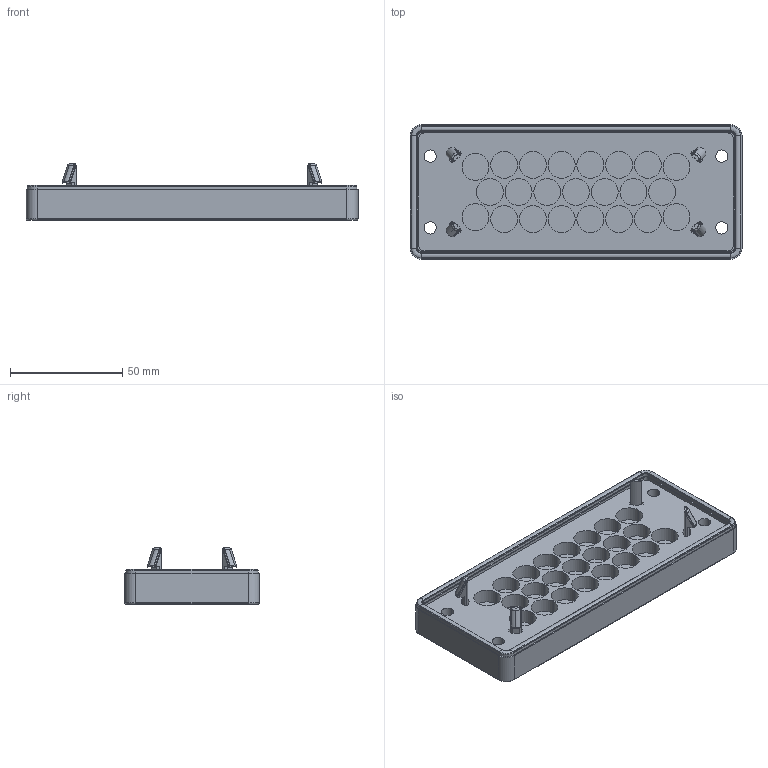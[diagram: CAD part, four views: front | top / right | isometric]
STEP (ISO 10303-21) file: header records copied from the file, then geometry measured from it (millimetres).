
FILE_DESCRIPTION (( 'STEP AP203' ), '1' );
FILE_NAME ('567375.step', '2020-12-17T18:42:54', ( '' ), ( '' ), 'SwSTEP 2.0', 'SolidWorks 2019', '' );
FILE_SCHEMA (( 'CONFIG_CONTROL_DESIGN' ));
Length unit declared in the file: millimetre
Products named in the file (1): 567375
Bounding box: 148 x 60 x 25 mm (x, y, z)
Volume: 78970.2 mm3; surface area: 65876.4 mm2
Topology: 4 solids, 4 shells, 494 faces, 1320 edges, 844 vertices
Faces by surface type: cylinder 272, plane 170, torus 24, cone 16, sphere 8, bspline 4
Entity records: 15973 total; most frequent: CARTESIAN_POINT 3145, DIRECTION 2726, ORIENTED_EDGE 2624, EDGE_CURVE 1312, AXIS2_PLACEMENT_3D 1015, VERTEX_POINT 844, VECTOR 696, LINE 696
